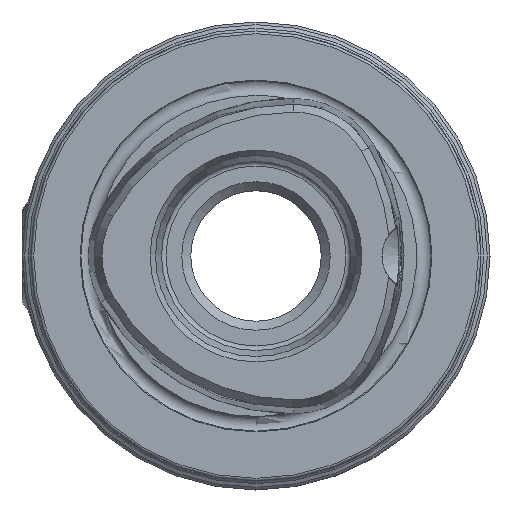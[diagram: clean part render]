
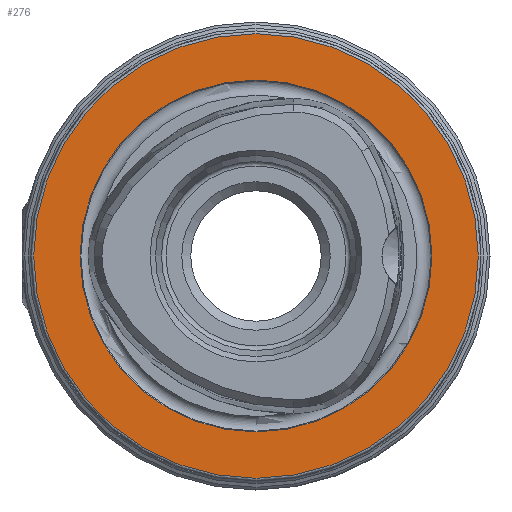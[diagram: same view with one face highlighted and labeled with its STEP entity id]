
A CAD part, left-side view. The second image highlights one B-rep face of the part: STEP entity #276.
In plain terms, the highlighted planar face has unit normal (-1, 0, 0).
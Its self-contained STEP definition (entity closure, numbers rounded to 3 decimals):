
#121 = VERTEX_POINT ( 'NONE', #4235 ) ;
#276 = ADVANCED_FACE ( 'NONE', ( #2915, #1006 ), #3262, .F. ) ;
#369 = DIRECTION ( 'NONE',  ( 0., 0., 1. ) ) ;
#790 = AXIS2_PLACEMENT_3D ( 'NONE', #2536, #3644, #369 ) ;
#1006 = FACE_OUTER_BOUND ( 'NONE', #4136, .T. ) ;
#1115 = DIRECTION ( 'NONE',  ( 0., 0., -1. ) ) ;
#1338 = CARTESIAN_POINT ( 'NONE',  ( 0., 0., 0. ) ) ;
#1839 = VERTEX_POINT ( 'NONE', #2395 ) ;
#1851 = EDGE_LOOP ( 'NONE', ( #3802 ) ) ;
#2236 = AXIS2_PLACEMENT_3D ( 'NONE', #3297, #2898, #1115 ) ;
#2395 = CARTESIAN_POINT ( 'NONE',  ( 0., 0., 19.55 ) ) ;
#2536 = CARTESIAN_POINT ( 'NONE',  ( 0., 0., 0. ) ) ;
#2763 = DIRECTION ( 'NONE',  ( 0., 0., 1. ) ) ;
#2898 = DIRECTION ( 'NONE',  ( 1., 0., 0. ) ) ;
#2915 = FACE_BOUND ( 'NONE', #1851, .T. ) ;
#3010 = CIRCLE ( 'NONE', #3265, 19.55 ) ;
#3109 = DIRECTION ( 'NONE',  ( -1., 0., 0. ) ) ;
#3262 = PLANE ( 'NONE',  #2236 ) ;
#3265 = AXIS2_PLACEMENT_3D ( 'NONE', #1338, #3109, #2763 ) ;
#3297 = CARTESIAN_POINT ( 'NONE',  ( 0., 19.55, 0. ) ) ;
#3644 = DIRECTION ( 'NONE',  ( -1., 0., 0. ) ) ;
#3802 = ORIENTED_EDGE ( 'NONE', *, *, #4400, .F. ) ;
#4136 = EDGE_LOOP ( 'NONE', ( #4537 ) ) ;
#4171 = EDGE_CURVE ( 'NONE', #121, #121, #4206, .T. ) ;
#4206 = CIRCLE ( 'NONE', #790, 24.7 ) ;
#4235 = CARTESIAN_POINT ( 'NONE',  ( 0., 0., 24.7 ) ) ;
#4400 = EDGE_CURVE ( 'NONE', #1839, #1839, #3010, .T. ) ;
#4537 = ORIENTED_EDGE ( 'NONE', *, *, #4171, .T. ) ;
